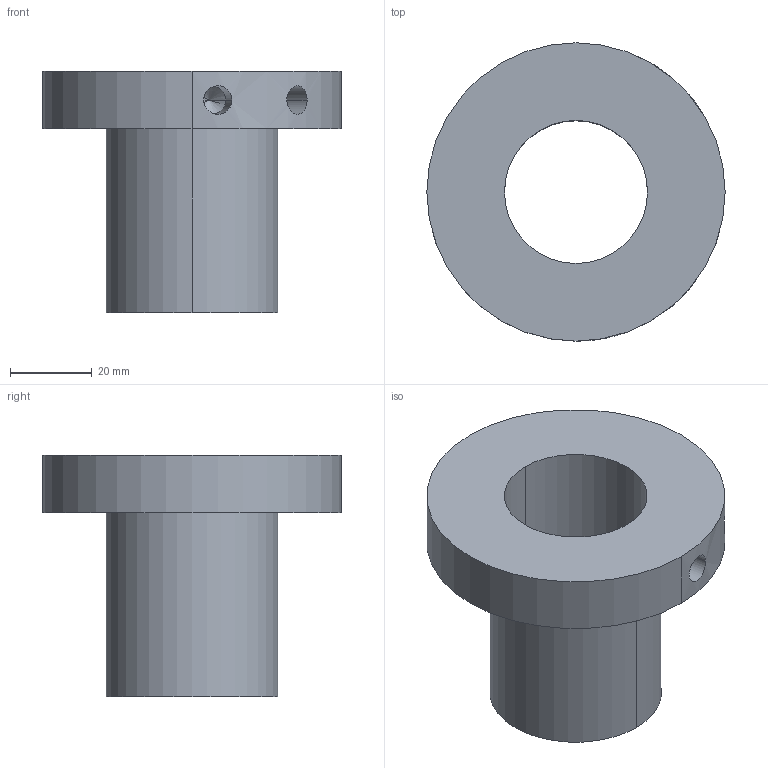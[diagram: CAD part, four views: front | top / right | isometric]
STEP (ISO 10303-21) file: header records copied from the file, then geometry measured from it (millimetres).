
FILE_DESCRIPTION (( 'STEP AP203' ), '1' );
FILE_NAME ('ETP-Express-35.step', '2004-09-09T09:49:20', ( 'System Administrator' ), ( 'Cevican' ), 'SwSTEP 2.0', 'SolidWorks 2002308', '' );
FILE_SCHEMA (( 'CONFIG_CONTROL_DESIGN' ));
Length unit declared in the file: millimetre
Products named in the file (3): ETP-Express-35; ETP-Express_ETP-Express-35; Screw-DIN-915_Screw-DIN-915-M10
Assembly tree (2 placements, depth 2):
  ETP-Express-35
    Screw-DIN-915_Screw-DIN-915-M10
    ETP-Express_ETP-Express-35
Bounding box: 73 x 73 x 59 mm (x, y, z)
Volume: 61520.2 mm3; surface area: 23842.7 mm2
Topology: 2 solids, 2 shells, 43 faces, 93 edges, 56 vertices
Faces by surface type: cylinder 17, plane 16, cone 10
Entity records: 1610 total; most frequent: CARTESIAN_POINT 366, DIRECTION 215, ORIENTED_EDGE 178, EDGE_CURVE 89, AXIS2_PLACEMENT_3D 83, VERTEX_POINT 56, EDGE_LOOP 51, LINE 49
